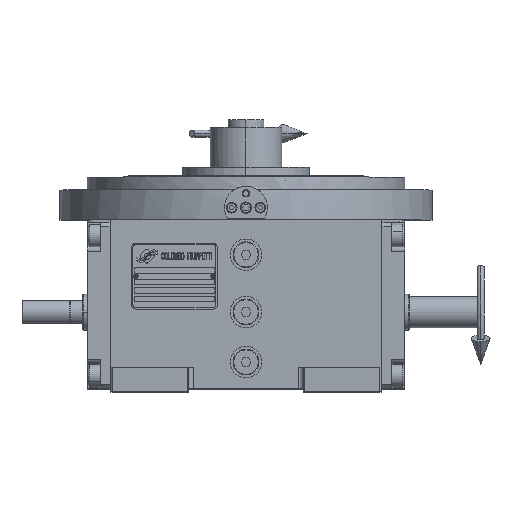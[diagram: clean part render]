
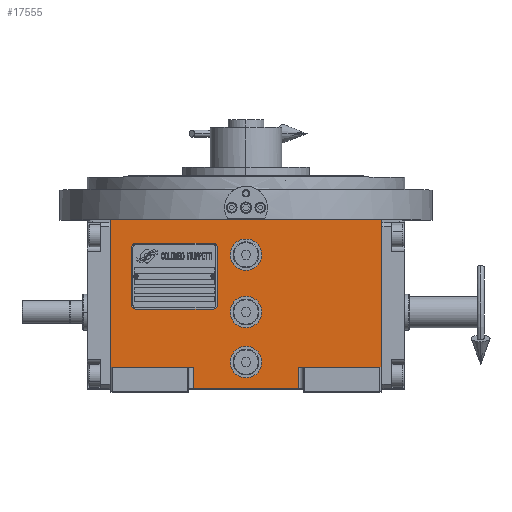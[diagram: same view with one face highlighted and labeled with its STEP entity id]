
A CAD part, top view. The second image highlights one B-rep face of the part: STEP entity #17555.
In plain terms, the highlighted planar face has unit normal (0, 0, 1).
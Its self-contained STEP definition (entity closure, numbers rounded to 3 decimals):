
#1017 = CIRCLE ( 'NONE', #43339, 11. ) ;
#1958 = ORIENTED_EDGE ( 'NONE', *, *, #64592, .F. ) ;
#2075 = DIRECTION ( 'NONE',  ( 0., 1., 0. ) ) ;
#2451 = FACE_BOUND ( 'NONE', #30707, .T. ) ;
#5051 = VECTOR ( 'NONE', #11492, 1000. ) ;
#5835 = ORIENTED_EDGE ( 'NONE', *, *, #38592, .F. ) ;
#5879 = CARTESIAN_POINT ( 'NONE',  ( 0., 40., 163.5 ) ) ;
#6676 = VERTEX_POINT ( 'NONE', #39973 ) ;
#6952 = EDGE_CURVE ( 'NONE', #66971, #38879, #32796, .T. ) ;
#9489 = CARTESIAN_POINT ( 'NONE',  ( -37., -38.5, 163.5 ) ) ;
#11318 = LINE ( 'NONE', #27802, #48094 ) ;
#11385 = CARTESIAN_POINT ( 'NONE',  ( -37., -53.5, 163.5 ) ) ;
#11492 = DIRECTION ( 'NONE',  ( 1., 0., 0. ) ) ;
#11772 = CARTESIAN_POINT ( 'NONE',  ( 0., -35., 163.5 ) ) ;
#12177 = VERTEX_POINT ( 'NONE', #49116 ) ;
#12217 = DIRECTION ( 'NONE',  ( 1., 0., 0. ) ) ;
#12834 = PLANE ( 'NONE',  #56443 ) ;
#12967 = ORIENTED_EDGE ( 'NONE', *, *, #64111, .T. ) ;
#13933 = EDGE_CURVE ( 'NONE', #39229, #17936, #69832, .T. ) ;
#15195 = EDGE_CURVE ( 'NONE', #67259, #61629, #39191, .T. ) ;
#15620 = CARTESIAN_POINT ( 'NONE',  ( -94.5, -38.5, 163.5 ) ) ;
#15833 = LINE ( 'NONE', #60574, #5051 ) ;
#16017 = CARTESIAN_POINT ( 'NONE',  ( 0., -35., 163.5 ) ) ;
#17170 = ORIENTED_EDGE ( 'NONE', *, *, #51719, .T. ) ;
#17555 = ADVANCED_FACE ( 'NONE', ( #46142, #2451, #51526, #30392 ), #12834, .T. ) ;
#17936 = VERTEX_POINT ( 'NONE', #49666 ) ;
#18787 = CARTESIAN_POINT ( 'NONE',  ( 94.5, -38.5, 163.5 ) ) ;
#18879 = DIRECTION ( 'NONE',  ( 0., -1., 0. ) ) ;
#19492 = CARTESIAN_POINT ( 'NONE',  ( -11., -35., 163.5 ) ) ;
#19701 = VECTOR ( 'NONE', #42584, 1000. ) ;
#20768 = CARTESIAN_POINT ( 'NONE',  ( -94.5, 64.5, 163.5 ) ) ;
#21722 = DIRECTION ( 'NONE',  ( 0., 0., 1. ) ) ;
#22790 = DIRECTION ( 'NONE',  ( 1., 0., 0. ) ) ;
#23244 = DIRECTION ( 'NONE',  ( 0., 0., 1. ) ) ;
#23426 = DIRECTION ( 'NONE',  ( -1., 0., 0. ) ) ;
#23942 = CARTESIAN_POINT ( 'NONE',  ( -11., 0., 163.5 ) ) ;
#24070 = AXIS2_PLACEMENT_3D ( 'NONE', #16017, #28534, #32493 ) ;
#24681 = DIRECTION ( 'NONE',  ( 1., 0., 0. ) ) ;
#24723 = LINE ( 'NONE', #46889, #45658 ) ;
#24988 = CARTESIAN_POINT ( 'NONE',  ( -37., -53.5, 163.5 ) ) ;
#27802 = CARTESIAN_POINT ( 'NONE',  ( 37., -38.5, 163.5 ) ) ;
#28321 = VECTOR ( 'NONE', #56594, 1000. ) ;
#28534 = DIRECTION ( 'NONE',  ( 0., 0., 1. ) ) ;
#28634 = EDGE_CURVE ( 'NONE', #61713, #36937, #67591, .T. ) ;
#28964 = CARTESIAN_POINT ( 'NONE',  ( -94.5, -38.5, 163.5 ) ) ;
#30392 = FACE_OUTER_BOUND ( 'NONE', #45438, .T. ) ;
#30707 = EDGE_LOOP ( 'NONE', ( #39235, #5835 ) ) ;
#30740 = CARTESIAN_POINT ( 'NONE',  ( -94.5, -53.5, 163.5 ) ) ;
#32493 = DIRECTION ( 'NONE',  ( -1., 0., 0. ) ) ;
#32796 = LINE ( 'NONE', #15620, #59747 ) ;
#33097 = VERTEX_POINT ( 'NONE', #18787 ) ;
#34985 = CARTESIAN_POINT ( 'NONE',  ( 37., -38.5, 163.5 ) ) ;
#35013 = EDGE_CURVE ( 'NONE', #66971, #39229, #56224, .T. ) ;
#35018 = DIRECTION ( 'NONE',  ( 1., 0., 0. ) ) ;
#35361 = CARTESIAN_POINT ( 'NONE',  ( 0., 40., 163.5 ) ) ;
#36440 = CIRCLE ( 'NONE', #39845, 11. ) ;
#36546 = VECTOR ( 'NONE', #2075, 1000. ) ;
#36608 = CARTESIAN_POINT ( 'NONE',  ( 11., -35., 163.5 ) ) ;
#36681 = EDGE_CURVE ( 'NONE', #6676, #12177, #1017, .T. ) ;
#36937 = VERTEX_POINT ( 'NONE', #60074 ) ;
#37912 = ORIENTED_EDGE ( 'NONE', *, *, #36681, .F. ) ;
#38592 = EDGE_CURVE ( 'NONE', #61629, #67259, #54938, .T. ) ;
#38879 = VERTEX_POINT ( 'NONE', #9489 ) ;
#39191 = CIRCLE ( 'NONE', #55210, 11. ) ;
#39229 = VERTEX_POINT ( 'NONE', #55985 ) ;
#39235 = ORIENTED_EDGE ( 'NONE', *, *, #15195, .F. ) ;
#39277 = VECTOR ( 'NONE', #18879, 1000. ) ;
#39845 = AXIS2_PLACEMENT_3D ( 'NONE', #65059, #21722, #48922 ) ;
#39973 = CARTESIAN_POINT ( 'NONE',  ( 11., 40., 163.5 ) ) ;
#41144 = CARTESIAN_POINT ( 'NONE',  ( -94.5, -38.5, 163.5 ) ) ;
#42584 = DIRECTION ( 'NONE',  ( 1., 0., 0. ) ) ;
#42894 = ORIENTED_EDGE ( 'NONE', *, *, #63472, .F. ) ;
#43339 = AXIS2_PLACEMENT_3D ( 'NONE', #35361, #62245, #35018 ) ;
#43425 = ORIENTED_EDGE ( 'NONE', *, *, #53745, .F. ) ;
#43609 = ORIENTED_EDGE ( 'NONE', *, *, #6952, .T. ) ;
#44017 = EDGE_CURVE ( 'NONE', #62011, #36937, #15833, .T. ) ;
#45179 = CARTESIAN_POINT ( 'NONE',  ( 11., 0., 163.5 ) ) ;
#45190 = ORIENTED_EDGE ( 'NONE', *, *, #67538, .F. ) ;
#45438 = EDGE_LOOP ( 'NONE', ( #67140, #54072, #17170, #12967, #66103, #65702, #43609, #1958 ) ) ;
#45658 = VECTOR ( 'NONE', #51222, 1000. ) ;
#45844 = CIRCLE ( 'NONE', #50447, 11. ) ;
#46142 = FACE_BOUND ( 'NONE', #56147, .T. ) ;
#46841 = DIRECTION ( 'NONE',  ( 0., 0., 1. ) ) ;
#46889 = CARTESIAN_POINT ( 'NONE',  ( 94.5, -38.5, 163.5 ) ) ;
#47148 = AXIS2_PLACEMENT_3D ( 'NONE', #5879, #50612, #23426 ) ;
#48094 = VECTOR ( 'NONE', #22790, 1000. ) ;
#48911 = DIRECTION ( 'NONE',  ( 1., 0., 0. ) ) ;
#48922 = DIRECTION ( 'NONE',  ( -1., 0., 0. ) ) ;
#49116 = CARTESIAN_POINT ( 'NONE',  ( -11., 40., 163.5 ) ) ;
#49666 = CARTESIAN_POINT ( 'NONE',  ( 94.5, 64.5, 163.5 ) ) ;
#50447 = AXIS2_PLACEMENT_3D ( 'NONE', #66662, #50911, #12217 ) ;
#50612 = DIRECTION ( 'NONE',  ( 0., 0., 1. ) ) ;
#50911 = DIRECTION ( 'NONE',  ( 0., 0., 1. ) ) ;
#51222 = DIRECTION ( 'NONE',  ( 0., 1., 0. ) ) ;
#51526 = FACE_BOUND ( 'NONE', #53378, .T. ) ;
#51719 = EDGE_CURVE ( 'NONE', #61713, #33097, #11318, .T. ) ;
#52698 = VERTEX_POINT ( 'NONE', #23942 ) ;
#53378 = EDGE_LOOP ( 'NONE', ( #37912, #43425 ) ) ;
#53745 = EDGE_CURVE ( 'NONE', #12177, #6676, #55162, .T. ) ;
#54072 = ORIENTED_EDGE ( 'NONE', *, *, #28634, .F. ) ;
#54938 = CIRCLE ( 'NONE', #24070, 11. ) ;
#55162 = CIRCLE ( 'NONE', #47148, 11. ) ;
#55210 = AXIS2_PLACEMENT_3D ( 'NONE', #11772, #23244, #66943 ) ;
#55593 = CARTESIAN_POINT ( 'NONE',  ( 37., -38.5, 163.5 ) ) ;
#55985 = CARTESIAN_POINT ( 'NONE',  ( -94.5, 64.5, 163.5 ) ) ;
#56147 = EDGE_LOOP ( 'NONE', ( #45190, #42894 ) ) ;
#56224 = LINE ( 'NONE', #41144, #28321 ) ;
#56443 = AXIS2_PLACEMENT_3D ( 'NONE', #30740, #46841, #24681 ) ;
#56594 = DIRECTION ( 'NONE',  ( 0., 1., 0. ) ) ;
#56859 = LINE ( 'NONE', #24988, #36546 ) ;
#59747 = VECTOR ( 'NONE', #48911, 1000. ) ;
#60074 = CARTESIAN_POINT ( 'NONE',  ( 37., -53.5, 163.5 ) ) ;
#60574 = CARTESIAN_POINT ( 'NONE',  ( -37., -53.5, 163.5 ) ) ;
#61629 = VERTEX_POINT ( 'NONE', #19492 ) ;
#61713 = VERTEX_POINT ( 'NONE', #55593 ) ;
#62011 = VERTEX_POINT ( 'NONE', #11385 ) ;
#62245 = DIRECTION ( 'NONE',  ( 0., 0., 1. ) ) ;
#63472 = EDGE_CURVE ( 'NONE', #52698, #67484, #36440, .T. ) ;
#64111 = EDGE_CURVE ( 'NONE', #33097, #17936, #24723, .T. ) ;
#64592 = EDGE_CURVE ( 'NONE', #62011, #38879, #56859, .T. ) ;
#65059 = CARTESIAN_POINT ( 'NONE',  ( 0., 0., 163.5 ) ) ;
#65702 = ORIENTED_EDGE ( 'NONE', *, *, #35013, .F. ) ;
#66103 = ORIENTED_EDGE ( 'NONE', *, *, #13933, .F. ) ;
#66662 = CARTESIAN_POINT ( 'NONE',  ( 0., 0., 163.5 ) ) ;
#66943 = DIRECTION ( 'NONE',  ( 1., 0., 0. ) ) ;
#66971 = VERTEX_POINT ( 'NONE', #28964 ) ;
#67140 = ORIENTED_EDGE ( 'NONE', *, *, #44017, .T. ) ;
#67259 = VERTEX_POINT ( 'NONE', #36608 ) ;
#67484 = VERTEX_POINT ( 'NONE', #45179 ) ;
#67538 = EDGE_CURVE ( 'NONE', #67484, #52698, #45844, .T. ) ;
#67591 = LINE ( 'NONE', #34985, #39277 ) ;
#69832 = LINE ( 'NONE', #20768, #19701 ) ;
